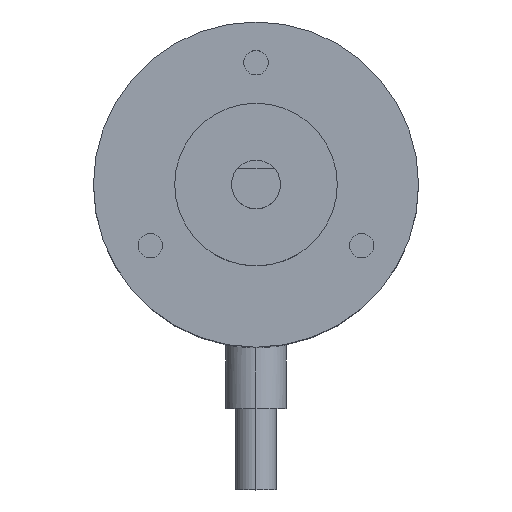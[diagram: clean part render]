
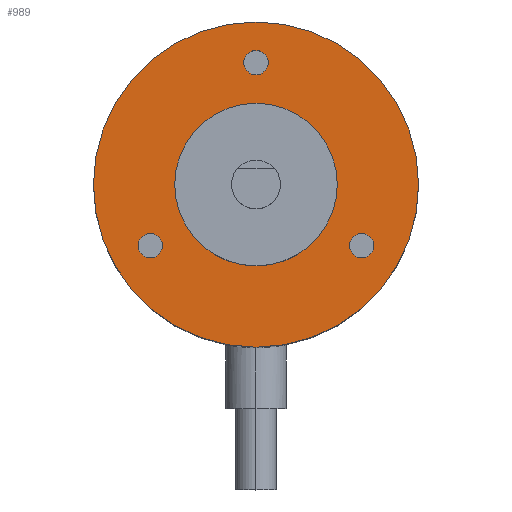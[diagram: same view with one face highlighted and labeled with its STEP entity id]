
A CAD part, top view. The second image highlights one B-rep face of the part: STEP entity #989.
In plain terms, the highlighted planar face has unit normal (0, 0, 1).
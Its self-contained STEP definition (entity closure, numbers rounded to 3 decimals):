
#4 = EDGE_LOOP ( 'NONE', ( #811, #6 ) ) ;
#6 = ORIENTED_EDGE ( 'NONE', *, *, #913, .F. ) ;
#16 = ORIENTED_EDGE ( 'NONE', *, *, #911, .F. ) ;
#18 = EDGE_CURVE ( 'NONE', #972, #929, #119, .T. ) ;
#25 = CIRCLE ( 'NONE', #26, 1.5 ) ;
#26 = AXIS2_PLACEMENT_3D ( 'NONE', #27, #28, #29 ) ;
#27 = CARTESIAN_POINT ( 'NONE',  ( 0., 0., 0. ) ) ;
#28 = DIRECTION ( 'NONE',  ( 0., 0., 1. ) ) ;
#29 = DIRECTION ( 'NONE',  ( 1., 0., 0. ) ) ;
#37 = CARTESIAN_POINT ( 'NONE',  ( 1.5, 0., 0. ) ) ;
#87 = CARTESIAN_POINT ( 'NONE',  ( -10., -15., 0. ) ) ;
#119 = CIRCLE ( 'NONE', #122, 20. ) ;
#122 = AXIS2_PLACEMENT_3D ( 'NONE', #123, #124, #125 ) ;
#123 = CARTESIAN_POINT ( 'NONE',  ( 0., -15., 0. ) ) ;
#124 = DIRECTION ( 'NONE',  ( 0., 0., 1. ) ) ;
#125 = DIRECTION ( 'NONE',  ( 1., 0., 0. ) ) ;
#136 = CARTESIAN_POINT ( 'NONE',  ( 11.49, -22.5, 0. ) ) ;
#144 = CARTESIAN_POINT ( 'NONE',  ( -20., -15., 0. ) ) ;
#181 = CIRCLE ( 'NONE', #182, 1.5 ) ;
#182 = AXIS2_PLACEMENT_3D ( 'NONE', #183, #184, #185 ) ;
#183 = CARTESIAN_POINT ( 'NONE',  ( -12.99, -22.5, 0. ) ) ;
#184 = DIRECTION ( 'NONE',  ( 0., 0., 1. ) ) ;
#185 = DIRECTION ( 'NONE',  ( -0.5, 0.866, 0. ) ) ;
#197 = CIRCLE ( 'NONE', #198, 1.5 ) ;
#198 = AXIS2_PLACEMENT_3D ( 'NONE', #199, #200, #201 ) ;
#199 = CARTESIAN_POINT ( 'NONE',  ( 12.99, -22.5, 0. ) ) ;
#200 = DIRECTION ( 'NONE',  ( 0., 0., 1. ) ) ;
#201 = DIRECTION ( 'NONE',  ( -0.5, -0.866, 0. ) ) ;
#202 = CIRCLE ( 'NONE', #203, 10. ) ;
#203 = AXIS2_PLACEMENT_3D ( 'NONE', #204, #206, #207 ) ;
#204 = CARTESIAN_POINT ( 'NONE',  ( 0., -15., 0. ) ) ;
#206 = DIRECTION ( 'NONE',  ( 0., 0., 1. ) ) ;
#207 = DIRECTION ( 'NONE',  ( 1., 0., 0. ) ) ;
#222 = EDGE_CURVE ( 'NONE', #801, #961, #197, .T. ) ;
#239 = EDGE_CURVE ( 'NONE', #1017, #849, #202, .T. ) ;
#270 = CIRCLE ( 'NONE', #271, 10. ) ;
#271 = AXIS2_PLACEMENT_3D ( 'NONE', #272, #274, #275 ) ;
#272 = CARTESIAN_POINT ( 'NONE',  ( 0., -15., 0. ) ) ;
#274 = DIRECTION ( 'NONE',  ( 0., 0., 1. ) ) ;
#275 = DIRECTION ( 'NONE',  ( 1., 0., 0. ) ) ;
#300 = CARTESIAN_POINT ( 'NONE',  ( -1.5, 0., 0. ) ) ;
#301 = CIRCLE ( 'NONE', #302, 20. ) ;
#302 = AXIS2_PLACEMENT_3D ( 'NONE', #303, #304, #305 ) ;
#303 = CARTESIAN_POINT ( 'NONE',  ( 0., -15., 0. ) ) ;
#304 = DIRECTION ( 'NONE',  ( 0., 0., 1. ) ) ;
#305 = DIRECTION ( 'NONE',  ( 1., 0., 0. ) ) ;
#307 = CARTESIAN_POINT ( 'NONE',  ( 14.49, -22.5, 0. ) ) ;
#328 = CARTESIAN_POINT ( 'NONE',  ( 10., -15., 0. ) ) ;
#410 = CARTESIAN_POINT ( 'NONE',  ( 20., -15., 0. ) ) ;
#429 = EDGE_CURVE ( 'NONE', #929, #972, #301, .T. ) ;
#442 = CIRCLE ( 'NONE', #443, 1.5 ) ;
#443 = AXIS2_PLACEMENT_3D ( 'NONE', #444, #445, #447 ) ;
#444 = CARTESIAN_POINT ( 'NONE',  ( 12.99, -22.5, 0. ) ) ;
#445 = DIRECTION ( 'NONE',  ( 0., 0., 1. ) ) ;
#447 = DIRECTION ( 'NONE',  ( -0.5, -0.866, 0. ) ) ;
#497 = EDGE_LOOP ( 'NONE', ( #16, #950 ) ) ;
#500 = FACE_BOUND ( 'NONE', #517, .T. ) ;
#501 = FACE_BOUND ( 'NONE', #497, .T. ) ;
#502 = FACE_BOUND ( 'NONE', #4, .T. ) ;
#503 = FACE_OUTER_BOUND ( 'NONE', #834, .T. ) ;
#504 = FACE_BOUND ( 'NONE', #935, .T. ) ;
#505 = PLANE ( 'NONE',  #506 ) ;
#506 = AXIS2_PLACEMENT_3D ( 'NONE', #507, #508, #509 ) ;
#507 = CARTESIAN_POINT ( 'NONE',  ( 0., -15., 0. ) ) ;
#508 = DIRECTION ( 'NONE',  ( 0., 0., 1. ) ) ;
#509 = DIRECTION ( 'NONE',  ( 1., 0., 0. ) ) ;
#517 = EDGE_LOOP ( 'NONE', ( #941, #984 ) ) ;
#523 = CARTESIAN_POINT ( 'NONE',  ( -11.49, -22.5, 0. ) ) ;
#550 = CIRCLE ( 'NONE', #551, 1.5 ) ;
#551 = AXIS2_PLACEMENT_3D ( 'NONE', #553, #554, #555 ) ;
#553 = CARTESIAN_POINT ( 'NONE',  ( 0., 0., 0. ) ) ;
#554 = DIRECTION ( 'NONE',  ( 0., 0., 1. ) ) ;
#555 = DIRECTION ( 'NONE',  ( 1., 0., 0. ) ) ;
#602 = CARTESIAN_POINT ( 'NONE',  ( -14.49, -22.5, 0. ) ) ;
#621 = ORIENTED_EDGE ( 'NONE', *, *, #18, .T. ) ;
#679 = CIRCLE ( 'NONE', #680, 1.5 ) ;
#680 = AXIS2_PLACEMENT_3D ( 'NONE', #681, #682, #683 ) ;
#681 = CARTESIAN_POINT ( 'NONE',  ( -12.99, -22.5, 0. ) ) ;
#682 = DIRECTION ( 'NONE',  ( 0., 0., 1. ) ) ;
#683 = DIRECTION ( 'NONE',  ( -0.5, 0.866, 0. ) ) ;
#690 = ORIENTED_EDGE ( 'NONE', *, *, #429, .T. ) ;
#735 = VERTEX_POINT ( 'NONE', #523 ) ;
#754 = EDGE_CURVE ( 'NONE', #789, #958, #550, .T. ) ;
#789 = VERTEX_POINT ( 'NONE', #37 ) ;
#801 = VERTEX_POINT ( 'NONE', #136 ) ;
#811 = ORIENTED_EDGE ( 'NONE', *, *, #754, .F. ) ;
#815 = EDGE_CURVE ( 'NONE', #899, #735, #181, .T. ) ;
#834 = EDGE_LOOP ( 'NONE', ( #621, #690 ) ) ;
#836 = ORIENTED_EDGE ( 'NONE', *, *, #239, .F. ) ;
#849 = VERTEX_POINT ( 'NONE', #328 ) ;
#864 = EDGE_CURVE ( 'NONE', #961, #801, #442, .T. ) ;
#899 = VERTEX_POINT ( 'NONE', #602 ) ;
#911 = EDGE_CURVE ( 'NONE', #735, #899, #679, .T. ) ;
#913 = EDGE_CURVE ( 'NONE', #958, #789, #25, .T. ) ;
#929 = VERTEX_POINT ( 'NONE', #144 ) ;
#935 = EDGE_LOOP ( 'NONE', ( #994, #836 ) ) ;
#941 = ORIENTED_EDGE ( 'NONE', *, *, #864, .F. ) ;
#950 = ORIENTED_EDGE ( 'NONE', *, *, #815, .F. ) ;
#953 = EDGE_CURVE ( 'NONE', #849, #1017, #270, .T. ) ;
#958 = VERTEX_POINT ( 'NONE', #300 ) ;
#961 = VERTEX_POINT ( 'NONE', #307 ) ;
#972 = VERTEX_POINT ( 'NONE', #410 ) ;
#984 = ORIENTED_EDGE ( 'NONE', *, *, #222, .F. ) ;
#989 = ADVANCED_FACE ( 'NONE', ( #500, #501, #502, #503, #504 ), #505, .T. ) ;
#994 = ORIENTED_EDGE ( 'NONE', *, *, #953, .F. ) ;
#1017 = VERTEX_POINT ( 'NONE', #87 ) ;
